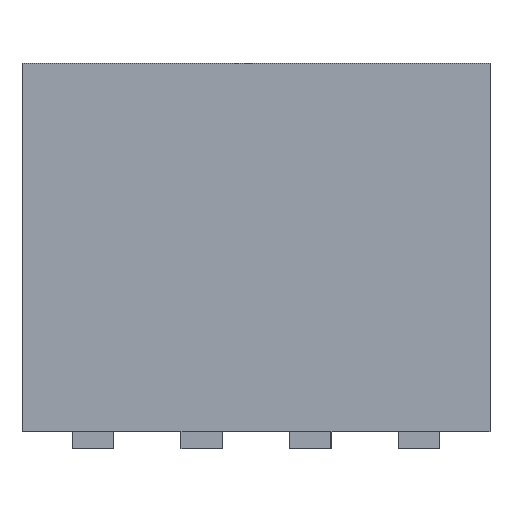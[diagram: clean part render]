
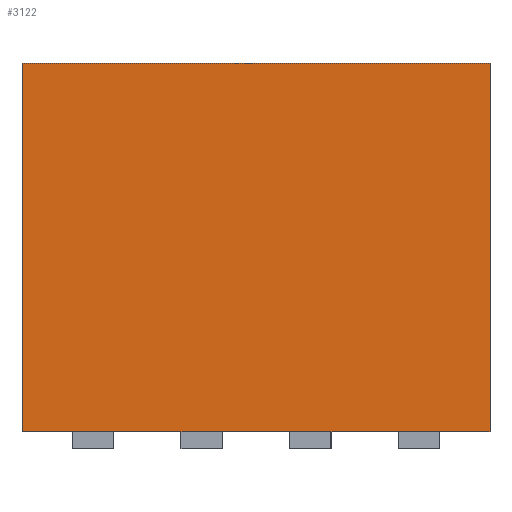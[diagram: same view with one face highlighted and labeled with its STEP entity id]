
A CAD part, front view. The second image highlights one B-rep face of the part: STEP entity #3122.
In plain terms, the highlighted planar face has unit normal (0, -1, 0).
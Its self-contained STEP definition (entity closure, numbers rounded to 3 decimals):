
#67 = VECTOR ( 'NONE', #4624, 1000. ) ;
#75 = CARTESIAN_POINT ( 'NONE',  ( 0.395, -1.485, 0. ) ) ;
#126 = VERTEX_POINT ( 'NONE', #75 ) ;
#149 = VECTOR ( 'NONE', #2373, 1000. ) ;
#152 = DIRECTION ( 'NONE',  ( 1., 0., 0. ) ) ;
#188 = VECTOR ( 'NONE', #1108, 1000. ) ;
#261 = VERTEX_POINT ( 'NONE', #4186 ) ;
#404 = VERTEX_POINT ( 'NONE', #1937 ) ;
#413 = VECTOR ( 'NONE', #3200, 1000. ) ;
#491 = VERTEX_POINT ( 'NONE', #4349 ) ;
#502 = DIRECTION ( 'NONE',  ( 1., 0., 0. ) ) ;
#508 = ORIENTED_EDGE ( 'NONE', *, *, #897, .F. ) ;
#512 = CARTESIAN_POINT ( 'NONE',  ( 2.73, -1.485, 0. ) ) ;
#596 = CARTESIAN_POINT ( 'NONE',  ( 2.73, -1.485, 4.3 ) ) ;
#626 = VECTOR ( 'NONE', #3147, 1000. ) ;
#635 = ORIENTED_EDGE ( 'NONE', *, *, #4498, .T. ) ;
#687 = EDGE_CURVE ( 'NONE', #3183, #1250, #2656, .T. ) ;
#736 = EDGE_CURVE ( 'NONE', #404, #491, #3985, .T. ) ;
#745 = CARTESIAN_POINT ( 'NONE',  ( 0., -1.485, 4.3 ) ) ;
#806 = ORIENTED_EDGE ( 'NONE', *, *, #736, .T. ) ;
#831 = CARTESIAN_POINT ( 'NONE',  ( 2.73, -1.485, 0. ) ) ;
#897 = EDGE_CURVE ( 'NONE', #1892, #3183, #985, .T. ) ;
#916 = CARTESIAN_POINT ( 'NONE',  ( -2.145, -1.485, 0. ) ) ;
#968 = EDGE_CURVE ( 'NONE', #3127, #261, #3791, .T. ) ;
#973 = VECTOR ( 'NONE', #4764, 1000. ) ;
#977 = VECTOR ( 'NONE', #4421, 1000. ) ;
#985 = LINE ( 'NONE', #4096, #977 ) ;
#1038 = DIRECTION ( 'NONE',  ( 0., -1., 0. ) ) ;
#1108 = DIRECTION ( 'NONE',  ( 1., 0., 0. ) ) ;
#1160 = EDGE_CURVE ( 'NONE', #1250, #491, #1565, .T. ) ;
#1237 = LINE ( 'NONE', #4789, #413 ) ;
#1250 = VERTEX_POINT ( 'NONE', #596 ) ;
#1260 = CARTESIAN_POINT ( 'NONE',  ( -0.395, -1.485, 0. ) ) ;
#1275 = ORIENTED_EDGE ( 'NONE', *, *, #4208, .T. ) ;
#1327 = LINE ( 'NONE', #2128, #2226 ) ;
#1409 = DIRECTION ( 'NONE',  ( 1., 0., 0. ) ) ;
#1553 = EDGE_CURVE ( 'NONE', #1892, #1592, #3197, .T. ) ;
#1565 = LINE ( 'NONE', #831, #149 ) ;
#1592 = VERTEX_POINT ( 'NONE', #916 ) ;
#1870 = ORIENTED_EDGE ( 'NONE', *, *, #968, .T. ) ;
#1892 = VERTEX_POINT ( 'NONE', #4636 ) ;
#1937 = CARTESIAN_POINT ( 'NONE',  ( 2.145, -1.485, 0. ) ) ;
#1961 = VECTOR ( 'NONE', #502, 1000. ) ;
#2045 = LINE ( 'NONE', #512, #626 ) ;
#2102 = EDGE_LOOP ( 'NONE', ( #806, #2972, #3290, #508, #3941, #635, #1870, #4595, #2804, #3881, #4957, #1275 ) ) ;
#2128 = CARTESIAN_POINT ( 'NONE',  ( 2.73, -1.485, 0. ) ) ;
#2182 = LINE ( 'NONE', #4143, #3199 ) ;
#2186 = CARTESIAN_POINT ( 'NONE',  ( 2.73, -1.485, 0. ) ) ;
#2192 = VECTOR ( 'NONE', #2290, 1000. ) ;
#2226 = VECTOR ( 'NONE', #152, 1000. ) ;
#2260 = EDGE_CURVE ( 'NONE', #4847, #126, #4871, .T. ) ;
#2290 = DIRECTION ( 'NONE',  ( 1., 0., 0. ) ) ;
#2365 = VERTEX_POINT ( 'NONE', #2681 ) ;
#2373 = DIRECTION ( 'NONE',  ( 0., 0., -1. ) ) ;
#2559 = PLANE ( 'NONE',  #3910 ) ;
#2578 = CARTESIAN_POINT ( 'NONE',  ( -1.665, -1.485, 0. ) ) ;
#2650 = EDGE_CURVE ( 'NONE', #261, #4847, #1237, .T. ) ;
#2656 = LINE ( 'NONE', #745, #2192 ) ;
#2681 = CARTESIAN_POINT ( 'NONE',  ( 1.665, -1.485, 0. ) ) ;
#2804 = ORIENTED_EDGE ( 'NONE', *, *, #2260, .T. ) ;
#2972 = ORIENTED_EDGE ( 'NONE', *, *, #1160, .F. ) ;
#3059 = VERTEX_POINT ( 'NONE', #4478 ) ;
#3122 = ADVANCED_FACE ( 'NONE', ( #3348 ), #2559, .T. ) ;
#3127 = VERTEX_POINT ( 'NONE', #2578 ) ;
#3147 = DIRECTION ( 'NONE',  ( 1., 0., 0. ) ) ;
#3160 = VECTOR ( 'NONE', #4070, 1000. ) ;
#3183 = VERTEX_POINT ( 'NONE', #3754 ) ;
#3197 = LINE ( 'NONE', #4345, #1961 ) ;
#3199 = VECTOR ( 'NONE', #1409, 1000. ) ;
#3200 = DIRECTION ( 'NONE',  ( 1., 0., 0. ) ) ;
#3251 = DIRECTION ( 'NONE',  ( 0., 0., -1. ) ) ;
#3290 = ORIENTED_EDGE ( 'NONE', *, *, #687, .F. ) ;
#3348 = FACE_OUTER_BOUND ( 'NONE', #2102, .T. ) ;
#3629 = CARTESIAN_POINT ( 'NONE',  ( 2.73, -1.485, 0. ) ) ;
#3754 = CARTESIAN_POINT ( 'NONE',  ( -2.73, -1.485, 4.3 ) ) ;
#3791 = LINE ( 'NONE', #4209, #67 ) ;
#3881 = ORIENTED_EDGE ( 'NONE', *, *, #4652, .T. ) ;
#3910 = AXIS2_PLACEMENT_3D ( 'NONE', #3629, #1038, #3251 ) ;
#3941 = ORIENTED_EDGE ( 'NONE', *, *, #1553, .T. ) ;
#3985 = LINE ( 'NONE', #4708, #973 ) ;
#4029 = EDGE_CURVE ( 'NONE', #3059, #2365, #2182, .T. ) ;
#4070 = DIRECTION ( 'NONE',  ( 1., 0., 0. ) ) ;
#4096 = CARTESIAN_POINT ( 'NONE',  ( -2.73, -1.485, 0. ) ) ;
#4143 = CARTESIAN_POINT ( 'NONE',  ( 2.73, -1.485, 0. ) ) ;
#4186 = CARTESIAN_POINT ( 'NONE',  ( -0.875, -1.485, 0. ) ) ;
#4208 = EDGE_CURVE ( 'NONE', #2365, #404, #4239, .T. ) ;
#4209 = CARTESIAN_POINT ( 'NONE',  ( 2.73, -1.485, 0. ) ) ;
#4239 = LINE ( 'NONE', #4600, #188 ) ;
#4345 = CARTESIAN_POINT ( 'NONE',  ( 2.73, -1.485, 0. ) ) ;
#4349 = CARTESIAN_POINT ( 'NONE',  ( 2.73, -1.485, 0. ) ) ;
#4421 = DIRECTION ( 'NONE',  ( 0., 0., 1. ) ) ;
#4478 = CARTESIAN_POINT ( 'NONE',  ( 0.875, -1.485, 0. ) ) ;
#4498 = EDGE_CURVE ( 'NONE', #1592, #3127, #1327, .T. ) ;
#4595 = ORIENTED_EDGE ( 'NONE', *, *, #2650, .T. ) ;
#4600 = CARTESIAN_POINT ( 'NONE',  ( 2.73, -1.485, 0. ) ) ;
#4624 = DIRECTION ( 'NONE',  ( 1., 0., 0. ) ) ;
#4636 = CARTESIAN_POINT ( 'NONE',  ( -2.73, -1.485, 0. ) ) ;
#4652 = EDGE_CURVE ( 'NONE', #126, #3059, #2045, .T. ) ;
#4708 = CARTESIAN_POINT ( 'NONE',  ( 2.73, -1.485, 0. ) ) ;
#4764 = DIRECTION ( 'NONE',  ( 1., 0., 0. ) ) ;
#4789 = CARTESIAN_POINT ( 'NONE',  ( 2.73, -1.485, 0. ) ) ;
#4847 = VERTEX_POINT ( 'NONE', #1260 ) ;
#4871 = LINE ( 'NONE', #2186, #3160 ) ;
#4957 = ORIENTED_EDGE ( 'NONE', *, *, #4029, .T. ) ;
